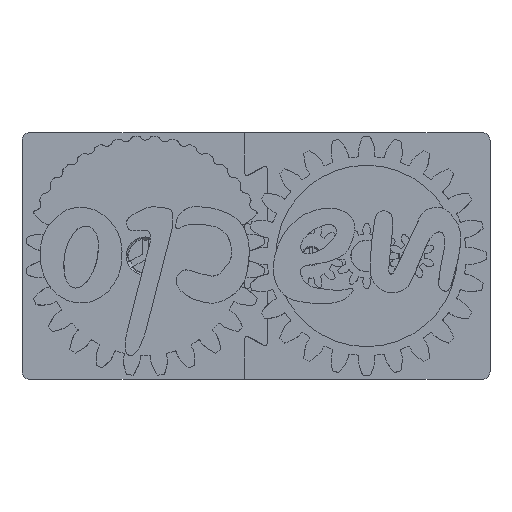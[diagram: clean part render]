
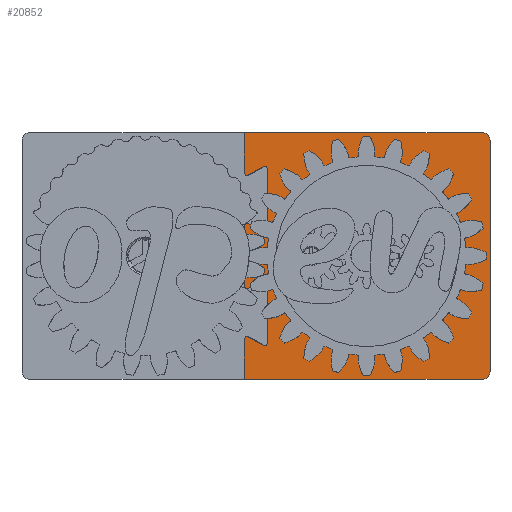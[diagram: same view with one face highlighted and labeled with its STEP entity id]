
A CAD part, top view. The second image highlights one B-rep face of the part: STEP entity #20852.
In plain terms, the highlighted planar face has unit normal (0, 0, 1).
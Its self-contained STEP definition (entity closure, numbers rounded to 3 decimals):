
#1177=FACE_BOUND('',#4567,.T.);
#1997=CIRCLE('',#22620,5.);
#2007=CIRCLE('',#22633,5.);
#2008=CIRCLE('',#22635,1.975);
#2009=CIRCLE('',#22636,2.025);
#2010=CIRCLE('',#22637,2.025);
#2011=CIRCLE('',#22638,1.975);
#2012=CIRCLE('',#22639,1.975);
#2013=CIRCLE('',#22640,2.025);
#2014=CIRCLE('',#22641,2.025);
#2015=CIRCLE('',#22642,1.975);
#2016=CIRCLE('',#22643,10.);
#3399=FACE_OUTER_BOUND('',#4566,.T.);
#4566=EDGE_LOOP('',(#18079,#18080,#18081,#18082,#18083,#18084,#18085,#18086,
#18087,#18088,#18089,#18090,#18091,#18092,#18093,#18094,#18095,#18096,#18097,
#18098,#18099,#18100));
#4567=EDGE_LOOP('',(#18101));
#6083=LINE('',#41795,#7667);
#6096=LINE('',#41842,#7680);
#6097=LINE('',#41844,#7681);
#6098=LINE('',#41848,#7682);
#6099=LINE('',#41852,#7683);
#6100=LINE('',#41856,#7684);
#6101=LINE('',#41860,#7685);
#6102=LINE('',#41864,#7686);
#6103=LINE('',#41868,#7687);
#6104=LINE('',#41872,#7688);
#6105=LINE('',#41876,#7689);
#6106=LINE('',#41877,#7690);
#7667=VECTOR('',#27022,2.326);
#7680=VECTOR('',#27061,2.326);
#7681=VECTOR('',#27062,10.);
#7682=VECTOR('',#27065,10.);
#7683=VECTOR('',#27068,10.);
#7684=VECTOR('',#27071,10.);
#7685=VECTOR('',#27074,10.);
#7686=VECTOR('',#27077,10.);
#7687=VECTOR('',#27080,10.);
#7688=VECTOR('',#27083,10.);
#7689=VECTOR('',#27086,10.);
#7690=VECTOR('',#27087,2.326);
#9639=VERTEX_POINT('',#41785);
#9640=VERTEX_POINT('',#41787);
#9642=VERTEX_POINT('',#41793);
#9662=VERTEX_POINT('',#41837);
#9663=VERTEX_POINT('',#41841);
#9664=VERTEX_POINT('',#41843);
#9665=VERTEX_POINT('',#41845);
#9666=VERTEX_POINT('',#41847);
#9667=VERTEX_POINT('',#41849);
#9668=VERTEX_POINT('',#41851);
#9669=VERTEX_POINT('',#41853);
#9670=VERTEX_POINT('',#41855);
#9671=VERTEX_POINT('',#41857);
#9672=VERTEX_POINT('',#41859);
#9673=VERTEX_POINT('',#41861);
#9674=VERTEX_POINT('',#41863);
#9675=VERTEX_POINT('',#41865);
#9676=VERTEX_POINT('',#41867);
#9677=VERTEX_POINT('',#41869);
#9678=VERTEX_POINT('',#41871);
#9679=VERTEX_POINT('',#41873);
#9680=VERTEX_POINT('',#41875);
#9681=VERTEX_POINT('',#41878);
#12525=EDGE_CURVE('',#9639,#9640,#1997,.T.);
#12529=EDGE_CURVE('',#9642,#9639,#6083,.T.);
#12551=EDGE_CURVE('',#9662,#9642,#2007,.T.);
#12552=EDGE_CURVE('',#9663,#9662,#6096,.T.);
#12553=EDGE_CURVE('',#9663,#9664,#6097,.T.);
#12554=EDGE_CURVE('',#9664,#9665,#2008,.T.);
#12555=EDGE_CURVE('',#9665,#9666,#6098,.T.);
#12556=EDGE_CURVE('',#9666,#9667,#2009,.T.);
#12557=EDGE_CURVE('',#9667,#9668,#6099,.T.);
#12558=EDGE_CURVE('',#9668,#9669,#2010,.T.);
#12559=EDGE_CURVE('',#9669,#9670,#6100,.T.);
#12560=EDGE_CURVE('',#9670,#9671,#2011,.T.);
#12561=EDGE_CURVE('',#9671,#9672,#6101,.T.);
#12562=EDGE_CURVE('',#9672,#9673,#2012,.T.);
#12563=EDGE_CURVE('',#9673,#9674,#6102,.T.);
#12564=EDGE_CURVE('',#9674,#9675,#2013,.T.);
#12565=EDGE_CURVE('',#9675,#9676,#6103,.T.);
#12566=EDGE_CURVE('',#9676,#9677,#2014,.T.);
#12567=EDGE_CURVE('',#9677,#9678,#6104,.T.);
#12568=EDGE_CURVE('',#9678,#9679,#2015,.T.);
#12569=EDGE_CURVE('',#9679,#9680,#6105,.T.);
#12570=EDGE_CURVE('',#9640,#9680,#6106,.T.);
#12571=EDGE_CURVE('',#9681,#9681,#2016,.T.);
#18079=ORIENTED_EDGE('',*,*,#12525,.F.);
#18080=ORIENTED_EDGE('',*,*,#12529,.F.);
#18081=ORIENTED_EDGE('',*,*,#12551,.F.);
#18082=ORIENTED_EDGE('',*,*,#12552,.F.);
#18083=ORIENTED_EDGE('',*,*,#12553,.T.);
#18084=ORIENTED_EDGE('',*,*,#12554,.T.);
#18085=ORIENTED_EDGE('',*,*,#12555,.T.);
#18086=ORIENTED_EDGE('',*,*,#12556,.T.);
#18087=ORIENTED_EDGE('',*,*,#12557,.T.);
#18088=ORIENTED_EDGE('',*,*,#12558,.T.);
#18089=ORIENTED_EDGE('',*,*,#12559,.T.);
#18090=ORIENTED_EDGE('',*,*,#12560,.T.);
#18091=ORIENTED_EDGE('',*,*,#12561,.T.);
#18092=ORIENTED_EDGE('',*,*,#12562,.T.);
#18093=ORIENTED_EDGE('',*,*,#12563,.T.);
#18094=ORIENTED_EDGE('',*,*,#12564,.T.);
#18095=ORIENTED_EDGE('',*,*,#12565,.T.);
#18096=ORIENTED_EDGE('',*,*,#12566,.T.);
#18097=ORIENTED_EDGE('',*,*,#12567,.T.);
#18098=ORIENTED_EDGE('',*,*,#12568,.T.);
#18099=ORIENTED_EDGE('',*,*,#12569,.T.);
#18100=ORIENTED_EDGE('',*,*,#12570,.F.);
#18101=ORIENTED_EDGE('',*,*,#12571,.T.);
#19953=PLANE('',#22634);
#20852=ADVANCED_FACE('',(#3399,#1177),#19953,.T.);
#22620=AXIS2_PLACEMENT_3D('',#41788,#27015,#27016);
#22633=AXIS2_PLACEMENT_3D('',#41839,#27057,#27058);
#22634=AXIS2_PLACEMENT_3D('',#41840,#27059,#27060);
#22635=AXIS2_PLACEMENT_3D('',#41846,#27063,#27064);
#22636=AXIS2_PLACEMENT_3D('',#41850,#27066,#27067);
#22637=AXIS2_PLACEMENT_3D('',#41854,#27069,#27070);
#22638=AXIS2_PLACEMENT_3D('',#41858,#27072,#27073);
#22639=AXIS2_PLACEMENT_3D('',#41862,#27075,#27076);
#22640=AXIS2_PLACEMENT_3D('',#41866,#27078,#27079);
#22641=AXIS2_PLACEMENT_3D('',#41870,#27081,#27082);
#22642=AXIS2_PLACEMENT_3D('',#41874,#27084,#27085);
#22643=AXIS2_PLACEMENT_3D('',#41879,#27088,#27089);
#27015=DIRECTION('center_axis',(0.,0.,-1.));
#27016=DIRECTION('ref_axis',(0.707,-0.707,0.));
#27022=DIRECTION('',(0.,-1.,0.));
#27057=DIRECTION('center_axis',(0.,0.,-1.));
#27058=DIRECTION('ref_axis',(0.707,0.707,0.));
#27059=DIRECTION('center_axis',(0.,0.,1.));
#27060=DIRECTION('ref_axis',(1.,0.,0.));
#27061=DIRECTION('',(1.,0.,0.));
#27062=DIRECTION('',(0.,-1.,0.));
#27063=DIRECTION('center_axis',(0.,0.,1.));
#27064=DIRECTION('ref_axis',(-1.,0.,0.));
#27065=DIRECTION('',(0.866,0.5,0.));
#27066=DIRECTION('center_axis',(0.,0.,-1.));
#27067=DIRECTION('ref_axis',(1.,0.,0.));
#27068=DIRECTION('',(0.,-1.,0.));
#27069=DIRECTION('center_axis',(0.,0.,-1.));
#27070=DIRECTION('ref_axis',(-0.5,-0.866,0.));
#27071=DIRECTION('',(-0.866,0.5,0.));
#27072=DIRECTION('center_axis',(0.,0.,1.));
#27073=DIRECTION('ref_axis',(0.5,0.866,0.));
#27074=DIRECTION('',(0.,-1.,0.));
#27075=DIRECTION('center_axis',(0.,0.,1.));
#27076=DIRECTION('ref_axis',(-1.,0.,0.));
#27077=DIRECTION('',(0.866,0.5,0.));
#27078=DIRECTION('center_axis',(0.,0.,-1.));
#27079=DIRECTION('ref_axis',(1.,0.,0.));
#27080=DIRECTION('',(0.,-1.,0.));
#27081=DIRECTION('center_axis',(0.,0.,-1.));
#27082=DIRECTION('ref_axis',(-0.5,-0.866,0.));
#27083=DIRECTION('',(-0.866,0.5,0.));
#27084=DIRECTION('center_axis',(0.,0.,1.));
#27085=DIRECTION('ref_axis',(0.5,0.866,0.));
#27086=DIRECTION('',(0.,-1.,0.));
#27087=DIRECTION('',(-1.,0.,0.));
#27088=DIRECTION('center_axis',(0.,0.,-1.));
#27089=DIRECTION('ref_axis',(-1.,0.,0.));
#41785=CARTESIAN_POINT('',(-649.6,186.811,0.));
#41787=CARTESIAN_POINT('',(-654.6,181.811,0.));
#41788=CARTESIAN_POINT('Origin',(-654.6,186.811,0.));
#41793=CARTESIAN_POINT('',(-649.6,335.,0.));
#41795=CARTESIAN_POINT('',(-649.6,340.,0.));
#41837=CARTESIAN_POINT('',(-654.6,340.,0.));
#41839=CARTESIAN_POINT('Origin',(-654.6,335.,0.));
#41840=CARTESIAN_POINT('Origin',(-799.6,260.906,0.));
#41841=CARTESIAN_POINT('',(-807.075,340.,0.));
#41842=CARTESIAN_POINT('',(-949.6,340.,0.));
#41843=CARTESIAN_POINT('',(-807.075,314.549,0.));
#41844=CARTESIAN_POINT('',(-807.075,300.453,0.));
#41845=CARTESIAN_POINT('',(-804.113,312.839,0.));
#41846=CARTESIAN_POINT('Origin',(-805.1,314.549,0.));
#41847=CARTESIAN_POINT('',(-795.113,318.035,0.));
#41848=CARTESIAN_POINT('',(-813.664,307.324,0.));
#41849=CARTESIAN_POINT('',(-792.075,316.281,0.));
#41850=CARTESIAN_POINT('Origin',(-794.1,316.281,0.));
#41851=CARTESIAN_POINT('',(-792.075,278.21,0.));
#41852=CARTESIAN_POINT('',(-792.075,288.594,0.));
#41853=CARTESIAN_POINT('',(-795.113,276.456,0.));
#41854=CARTESIAN_POINT('Origin',(-794.1,278.21,0.));
#41855=CARTESIAN_POINT('',(-804.113,281.652,0.));
#41856=CARTESIAN_POINT('',(-793.429,275.484,0.));
#41857=CARTESIAN_POINT('',(-807.075,279.942,0.));
#41858=CARTESIAN_POINT('Origin',(-805.1,279.942,0.));
#41859=CARTESIAN_POINT('',(-807.075,241.87,0.));
#41860=CARTESIAN_POINT('',(-807.075,270.424,0.));
#41861=CARTESIAN_POINT('',(-804.113,240.159,0.));
#41862=CARTESIAN_POINT('Origin',(-805.1,241.87,0.));
#41863=CARTESIAN_POINT('',(-795.113,245.356,0.));
#41864=CARTESIAN_POINT('',(-797.929,243.73,0.));
#41865=CARTESIAN_POINT('',(-792.075,243.602,0.));
#41866=CARTESIAN_POINT('Origin',(-794.1,243.602,0.));
#41867=CARTESIAN_POINT('',(-792.075,205.53,0.));
#41868=CARTESIAN_POINT('',(-792.075,252.254,0.));
#41869=CARTESIAN_POINT('',(-795.113,203.776,0.));
#41870=CARTESIAN_POINT('Origin',(-794.1,205.53,0.));
#41871=CARTESIAN_POINT('',(-804.113,208.973,0.));
#41872=CARTESIAN_POINT('',(-809.164,211.889,0.));
#41873=CARTESIAN_POINT('',(-807.075,207.262,0.));
#41874=CARTESIAN_POINT('Origin',(-805.1,207.262,0.));
#41875=CARTESIAN_POINT('',(-807.075,181.811,0.));
#41876=CARTESIAN_POINT('',(-807.075,234.084,0.));
#41877=CARTESIAN_POINT('',(-649.6,181.811,0.));
#41878=CARTESIAN_POINT('',(-718.694,260.906,0.));
#41879=CARTESIAN_POINT('Origin',(-728.694,260.906,0.));
